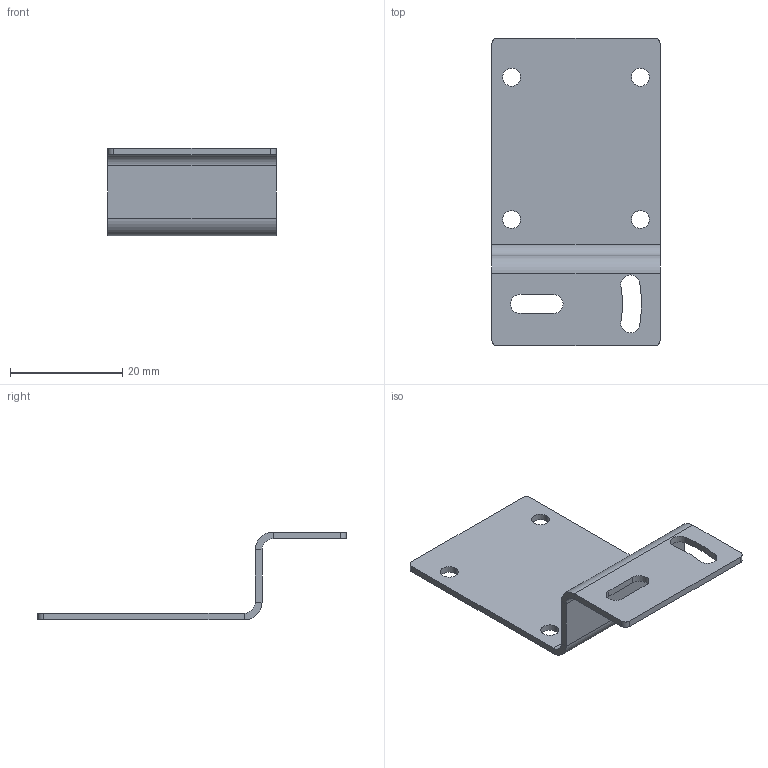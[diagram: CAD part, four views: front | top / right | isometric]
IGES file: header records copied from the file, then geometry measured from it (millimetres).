
Start section:  PTC IGES file: 141839.igs
Global section: file name: 141839.igs; native system: Pro/ENGINEER by Parametric Technology Corporation; preprocessor: 2006170; author: banengservice; organization: Unknown; date: 20080815.090446; units: inch
Bounding box: 30 x 55 x 15.7 mm (x, y, z)
Volume: 2307.3 mm3; surface area: 4181.9 mm2
Topology: 1 solids, 1 shells, 42 faces, 104 edges, 64 vertices
Faces by surface type: revolution 22, bspline 20
